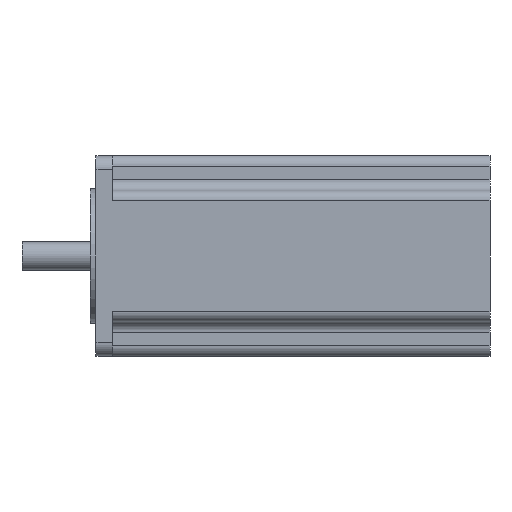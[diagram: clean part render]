
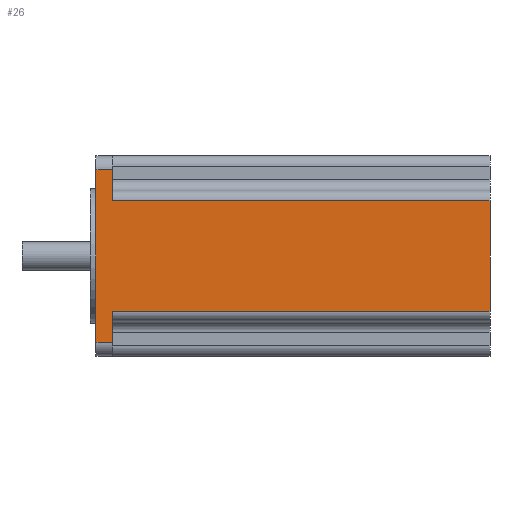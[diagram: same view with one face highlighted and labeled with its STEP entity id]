
A CAD part, left-side view. The second image highlights one B-rep face of the part: STEP entity #26.
In plain terms, the highlighted planar face has unit normal (-1, 0, 0).
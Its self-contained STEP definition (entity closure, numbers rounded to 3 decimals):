
#25 = LINE ( 'NONE', #1610, #354 ) ;
#26 = ADVANCED_FACE ( 'NONE', ( #982 ), #1007, .F. ) ;
#41 = LINE ( 'NONE', #177, #471 ) ;
#135 = CARTESIAN_POINT ( 'NONE',  ( -28.5, 107.2, 15.683 ) ) ;
#156 = VECTOR ( 'NONE', #678, 1000. ) ;
#164 = DIRECTION ( 'NONE',  ( 0., -1., 0. ) ) ;
#177 = CARTESIAN_POINT ( 'NONE',  ( -28.5, 107.2, 0. ) ) ;
#243 = VECTOR ( 'NONE', #566, 1000. ) ;
#250 = LINE ( 'NONE', #1319, #296 ) ;
#274 = CARTESIAN_POINT ( 'NONE',  ( -28.5, 107.2, 0. ) ) ;
#296 = VECTOR ( 'NONE', #543, 1000. ) ;
#307 = LINE ( 'NONE', #994, #1681 ) ;
#309 = VERTEX_POINT ( 'NONE', #539 ) ;
#332 = LINE ( 'NONE', #1394, #243 ) ;
#336 = VERTEX_POINT ( 'NONE', #709 ) ;
#340 = DIRECTION ( 'NONE',  ( 0., 0., -1. ) ) ;
#354 = VECTOR ( 'NONE', #920, 1000. ) ;
#363 = ORIENTED_EDGE ( 'NONE', *, *, #1592, .T. ) ;
#402 = ORIENTED_EDGE ( 'NONE', *, *, #757, .F. ) ;
#464 = AXIS2_PLACEMENT_3D ( 'NONE', #1277, #1267, #1663 ) ;
#470 = VECTOR ( 'NONE', #164, 1000. ) ;
#471 = VECTOR ( 'NONE', #340, 1000. ) ;
#486 = DIRECTION ( 'NONE',  ( 0., 1., 0. ) ) ;
#539 = CARTESIAN_POINT ( 'NONE',  ( -28.5, 0., -15.683 ) ) ;
#543 = DIRECTION ( 'NONE',  ( 0., -1., 0. ) ) ;
#566 = DIRECTION ( 'NONE',  ( 0., 0., 1. ) ) ;
#568 = VERTEX_POINT ( 'NONE', #754 ) ;
#593 = ORIENTED_EDGE ( 'NONE', *, *, #1709, .F. ) ;
#604 = EDGE_LOOP ( 'NONE', ( #363, #1423, #796, #1133, #593, #1063, #402, #1322 ) ) ;
#644 = VERTEX_POINT ( 'NONE', #937 ) ;
#651 = VERTEX_POINT ( 'NONE', #135 ) ;
#678 = DIRECTION ( 'NONE',  ( 0., 0., 1. ) ) ;
#686 = CARTESIAN_POINT ( 'NONE',  ( -28.5, 112., -24.5 ) ) ;
#689 = CARTESIAN_POINT ( 'NONE',  ( -28.5, 112., -24.5 ) ) ;
#701 = DIRECTION ( 'NONE',  ( 0., -1., 0. ) ) ;
#709 = CARTESIAN_POINT ( 'NONE',  ( -28.5, 107.2, -24.5 ) ) ;
#754 = CARTESIAN_POINT ( 'NONE',  ( -28.5, 107.2, -15.683 ) ) ;
#757 = EDGE_CURVE ( 'NONE', #1575, #828, #25, .T. ) ;
#796 = ORIENTED_EDGE ( 'NONE', *, *, #1290, .T. ) ;
#814 = EDGE_CURVE ( 'NONE', #828, #644, #307, .T. ) ;
#828 = VERTEX_POINT ( 'NONE', #979 ) ;
#920 = DIRECTION ( 'NONE',  ( 0., 0., 1. ) ) ;
#937 = CARTESIAN_POINT ( 'NONE',  ( -28.5, 107.2, 24.5 ) ) ;
#979 = CARTESIAN_POINT ( 'NONE',  ( -28.5, 112., 24.5 ) ) ;
#982 = FACE_OUTER_BOUND ( 'NONE', #604, .T. ) ;
#994 = CARTESIAN_POINT ( 'NONE',  ( -28.5, 112., 24.5 ) ) ;
#1002 = LINE ( 'NONE', #689, #470 ) ;
#1007 = PLANE ( 'NONE',  #464 ) ;
#1015 = CARTESIAN_POINT ( 'NONE',  ( -28.5, 0., 15.683 ) ) ;
#1063 = ORIENTED_EDGE ( 'NONE', *, *, #814, .F. ) ;
#1078 = EDGE_CURVE ( 'NONE', #568, #309, #250, .T. ) ;
#1089 = CARTESIAN_POINT ( 'NONE',  ( -28.5, 112., 15.683 ) ) ;
#1133 = ORIENTED_EDGE ( 'NONE', *, *, #1321, .T. ) ;
#1191 = LINE ( 'NONE', #274, #156 ) ;
#1209 = LINE ( 'NONE', #1089, #1440 ) ;
#1240 = VERTEX_POINT ( 'NONE', #1015 ) ;
#1267 = DIRECTION ( 'NONE',  ( 1., 0., 0. ) ) ;
#1277 = CARTESIAN_POINT ( 'NONE',  ( -28.5, 112., 24.5 ) ) ;
#1278 = EDGE_CURVE ( 'NONE', #1575, #336, #1002, .T. ) ;
#1290 = EDGE_CURVE ( 'NONE', #309, #1240, #332, .T. ) ;
#1319 = CARTESIAN_POINT ( 'NONE',  ( -28.5, 0., -15.683 ) ) ;
#1321 = EDGE_CURVE ( 'NONE', #1240, #651, #1209, .T. ) ;
#1322 = ORIENTED_EDGE ( 'NONE', *, *, #1278, .T. ) ;
#1394 = CARTESIAN_POINT ( 'NONE',  ( -28.5, 0., 24.5 ) ) ;
#1423 = ORIENTED_EDGE ( 'NONE', *, *, #1078, .T. ) ;
#1440 = VECTOR ( 'NONE', #486, 1000. ) ;
#1575 = VERTEX_POINT ( 'NONE', #686 ) ;
#1592 = EDGE_CURVE ( 'NONE', #336, #568, #1191, .T. ) ;
#1610 = CARTESIAN_POINT ( 'NONE',  ( -28.5, 112., 24.5 ) ) ;
#1663 = DIRECTION ( 'NONE',  ( 0., 0., -1. ) ) ;
#1681 = VECTOR ( 'NONE', #701, 1000. ) ;
#1709 = EDGE_CURVE ( 'NONE', #644, #651, #41, .T. ) ;
